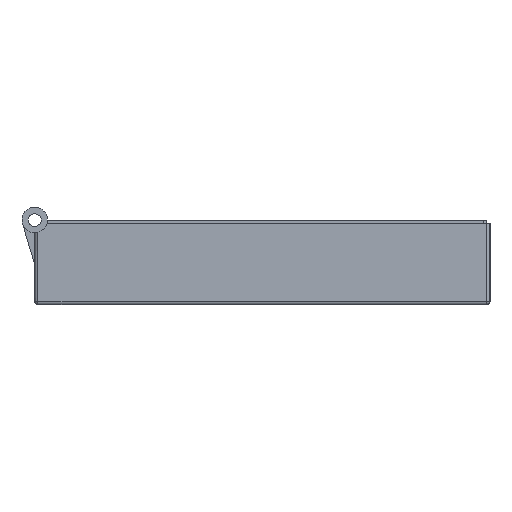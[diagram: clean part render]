
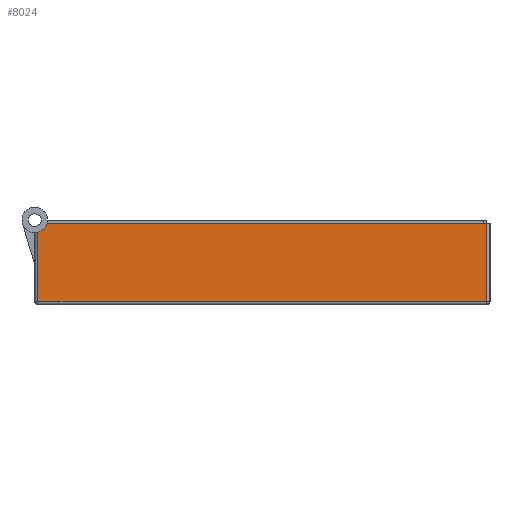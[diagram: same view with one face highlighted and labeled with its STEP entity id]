
A CAD part, left-side view. The second image highlights one B-rep face of the part: STEP entity #8024.
In plain terms, the highlighted planar face has unit normal (-1, 0, 0).
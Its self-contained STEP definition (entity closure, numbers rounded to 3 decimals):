
#7976=CARTESIAN_POINT('',(169.5,-599.522,26.5));
#7977=DIRECTION('',(-1.,0.,0.));
#7978=DIRECTION('',(0.,0.,1.));
#7979=AXIS2_PLACEMENT_3D('',#7976,#7977,#7978);
#7980=PLANE('',#7979);
#7981=CARTESIAN_POINT('',(169.5,-531.689,22.627));
#7982=VERTEX_POINT('',#7981);
#7983=CARTESIAN_POINT('',(169.5,-531.689,1.));
#7984=VERTEX_POINT('',#7983);
#7985=CARTESIAN_POINT('',(169.5,-531.689,22.627));
#7986=DIRECTION('',(0.,0.,-1.));
#7987=VECTOR('',#7986,21.627);
#7988=LINE('',#7985,#7987);
#7989=EDGE_CURVE('',#7982,#7984,#7988,.T.);
#7990=ORIENTED_EDGE('',*,*,#7989,.T.);
#7991=CARTESIAN_POINT('',(169.5,-672.354,1.));
#7992=VERTEX_POINT('',#7991);
#7993=CARTESIAN_POINT('',(169.5,-531.689,1.));
#7994=DIRECTION('',(-0.,-1.,-0.));
#7995=VECTOR('',#7994,140.665);
#7996=LINE('',#7993,#7995);
#7997=EDGE_CURVE('',#7984,#7992,#7996,.T.);
#7998=ORIENTED_EDGE('',*,*,#7997,.T.);
#7999=CARTESIAN_POINT('',(169.5,-672.354,25.5));
#8000=VERTEX_POINT('',#7999);
#8001=CARTESIAN_POINT('',(169.5,-672.354,1.));
#8002=DIRECTION('',(-0.,-0.,1.));
#8003=VECTOR('',#8002,24.5);
#8004=LINE('',#8001,#8003);
#8005=EDGE_CURVE('',#7992,#8000,#8004,.T.);
#8006=ORIENTED_EDGE('',*,*,#8005,.T.);
#8007=CARTESIAN_POINT('',(169.5,-534.562,25.5));
#8008=VERTEX_POINT('',#8007);
#8009=CARTESIAN_POINT('',(169.5,-534.562,25.5));
#8010=DIRECTION('',(-0.,-1.,-0.));
#8011=VECTOR('',#8010,137.792);
#8012=LINE('',#8009,#8011);
#8013=EDGE_CURVE('',#8008,#8000,#8012,.T.);
#8014=ORIENTED_EDGE('',*,*,#8013,.F.);
#8015=CARTESIAN_POINT('',(169.5,-530.689,26.5));
#8016=DIRECTION('',(-1.,0.,0.));
#8017=DIRECTION('',(0.,0.,1.));
#8018=AXIS2_PLACEMENT_3D('',#8015,#8016,#8017);
#8019=CIRCLE('',#8018,4.);
#8020=EDGE_CURVE('',#7982,#8008,#8019,.T.);
#8021=ORIENTED_EDGE('',*,*,#8020,.F.);
#8022=EDGE_LOOP('',(#7990,#7998,#8006,#8014,#8021));
#8023=FACE_BOUND('',#8022,.T.);
#8024=ADVANCED_FACE('',(#8023),#7980,.T.);
